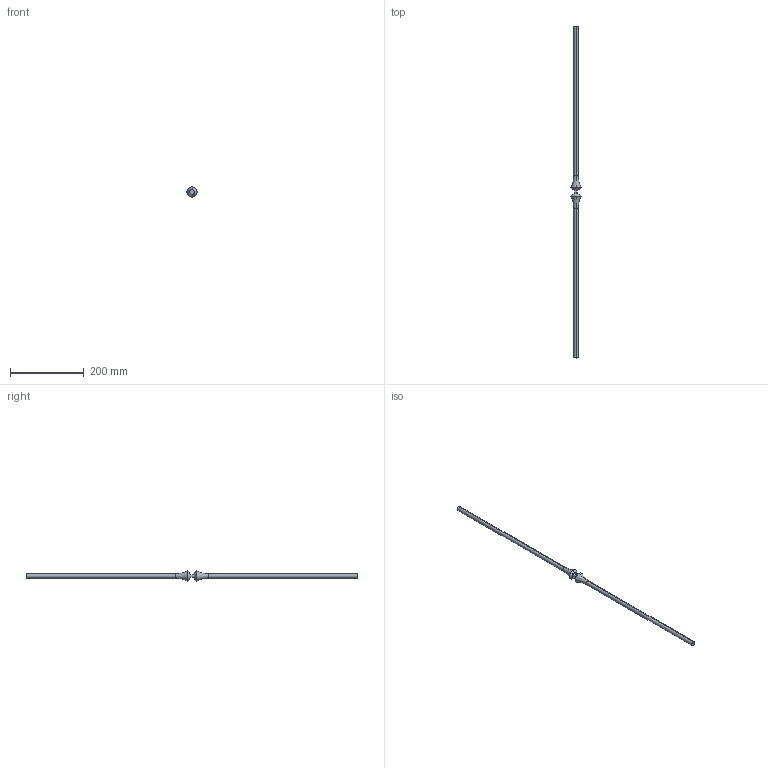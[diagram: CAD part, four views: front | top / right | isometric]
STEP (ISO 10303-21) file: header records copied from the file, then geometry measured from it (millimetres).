
FILE_DESCRIPTION (( 'STEP AP203' ), '1' );
FILE_NAME ('56105-240.STEP', '2022-02-23T07:15:19', ( '' ), ( '' ), 'SwSTEP 2.0', 'SolidWorks 2018', '' );
FILE_SCHEMA (( 'CONFIG_CONTROL_DESIGN' ));
Length unit declared in the file: millimetre
Products named in the file (10): 56105-240 Teil3_56105-240 Teil3; 56105-240 Teil1; 56105-240 Teil3; 56105-240 Teil1_56105-240 Teil1; 56105-240; DIN914; DIN914_DIN 914 M8x45
Assembly tree (6 placements, depth 2):
  56105-240 Teil1
  56105-240 Teil3
  56105-240
    DIN914
  56105-240 Teil3
  56105-240
    56105-240 Teil1_56105-240 Teil1  x2
    DIN914_DIN 914 M8x45
    56105-240 Teil3_56105-240 Teil3  x2
Bounding box: 28 x 900 x 28 mm (x, y, z)
Volume: 112322.7 mm3; surface area: 39673 mm2
Topology: 5 solids, 5 shells, 55 faces, 109 edges, 70 vertices
Faces by surface type: plane 21, cone 16, cylinder 14, torus 4
Entity records: 2791 total; most frequent: CARTESIAN_POINT 1060, DIRECTION 198, ORIENTED_EDGE 140, PERSON_AND_ORGANIZATION 86, AXIS2_PLACEMENT_3D 81, EDGE_CURVE 70, LOCAL_TIME 62, CALENDAR_DATE 62
